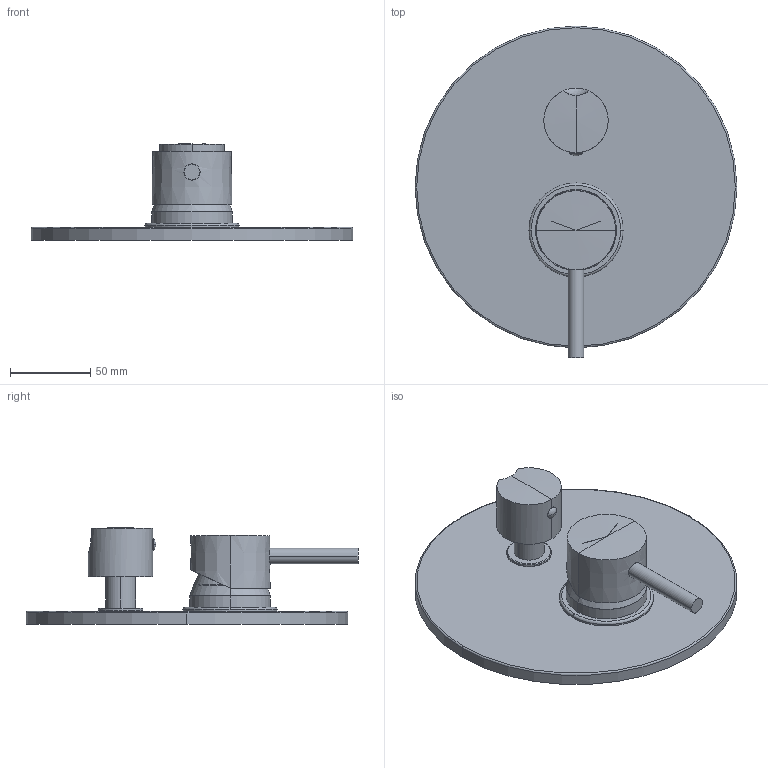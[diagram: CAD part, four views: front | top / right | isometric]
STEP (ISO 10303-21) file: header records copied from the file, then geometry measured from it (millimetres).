
FILE_DESCRIPTION((''),'2;1');
FILE_NAME('SK018_19','2021-01-15T16:22:03',('ut3'),('PAFFONI SpA'),'CREO PARAMETRIC BY PTC INC, 2020044','CREO PARAMETRIC BY PTC INC, 2020044','');
FILE_SCHEMA(('CONFIG_CONTROL_DESIGN','SHAPE_APPEARANCE_LAYERS_GROUPS'));
Length unit declared in the file: millimetre
Products named in the file (1): SK018_19
Bounding box: 200 x 206.27 x 59.95 mm (x, y, z)
Volume: 312727.7 mm3; surface area: 103637 mm2
Topology: 2 solids, 2 shells, 175 faces, 418 edges, 256 vertices
Faces by surface type: plane 66, cylinder 60, cone 34, torus 10, sphere 3, bspline 2
Entity records: 7157 total; most frequent: CARTESIAN_POINT 1810, DIRECTION 887, ORIENTED_EDGE 820, EDGE_CURVE 410, AXIS2_PLACEMENT_3D 355, VERTEX_POINT 256, EDGE_LOOP 200, CIRCLE 182
